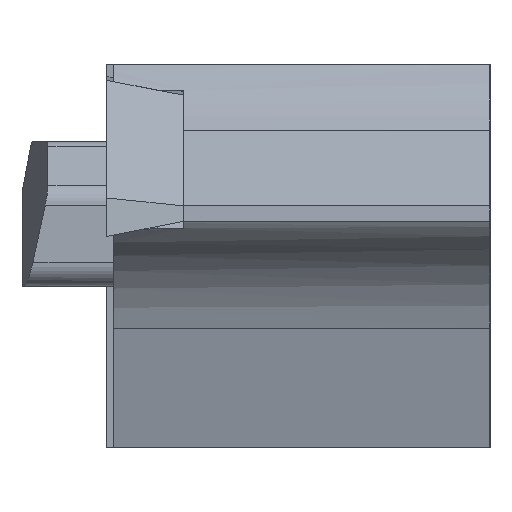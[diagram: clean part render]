
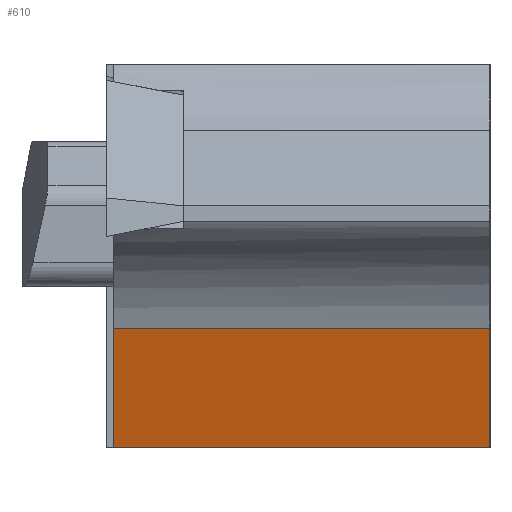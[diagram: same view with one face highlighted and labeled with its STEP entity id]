
A CAD part, left-side view. The second image highlights one B-rep face of the part: STEP entity #610.
In plain terms, the highlighted planar face has unit normal (-0.966, 0, -0.259).
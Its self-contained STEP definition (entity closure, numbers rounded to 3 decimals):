
#26 = PLANE ( 'NONE',  #306 ) ;
#84 = ORIENTED_EDGE ( 'NONE', *, *, #809, .T. ) ;
#92 = LINE ( 'NONE', #1559, #828 ) ;
#141 = DIRECTION ( 'NONE',  ( 0., 1., 0. ) ) ;
#189 = CARTESIAN_POINT ( 'NONE',  ( -111.465, -0.3, -31.75 ) ) ;
#203 = DIRECTION ( 'NONE',  ( 0.259, 0., -0.966 ) ) ;
#268 = CARTESIAN_POINT ( 'NONE',  ( -112.792, -15.875, -26.8 ) ) ;
#306 = AXIS2_PLACEMENT_3D ( 'NONE', #663, #1492, #1126 ) ;
#312 = VECTOR ( 'NONE', #988, 1000. ) ;
#567 = ORIENTED_EDGE ( 'NONE', *, *, #592, .F. ) ;
#592 = EDGE_CURVE ( 'NONE', #1722, #623, #1281, .T. ) ;
#610 = ADVANCED_FACE ( 'NONE', ( #1029 ), #26, .F. ) ;
#623 = VERTEX_POINT ( 'NONE', #189 ) ;
#663 = CARTESIAN_POINT ( 'NONE',  ( -112.792, 158.75, -26.8 ) ) ;
#696 = DIRECTION ( 'NONE',  ( 0., -1., 0. ) ) ;
#759 = EDGE_LOOP ( 'NONE', ( #84, #567, #1024, #1326 ) ) ;
#770 = VECTOR ( 'NONE', #203, 1000. ) ;
#809 = EDGE_CURVE ( 'NONE', #1220, #623, #1519, .T. ) ;
#828 = VECTOR ( 'NONE', #696, 1000. ) ;
#988 = DIRECTION ( 'NONE',  ( -0.259, 0., 0.966 ) ) ;
#1024 = ORIENTED_EDGE ( 'NONE', *, *, #1106, .T. ) ;
#1029 = FACE_OUTER_BOUND ( 'NONE', #759, .T. ) ;
#1033 = CARTESIAN_POINT ( 'NONE',  ( -112.792, -0.3, -26.8 ) ) ;
#1073 = EDGE_CURVE ( 'NONE', #1220, #1347, #92, .T. ) ;
#1106 = EDGE_CURVE ( 'NONE', #1722, #1347, #1373, .T. ) ;
#1126 = DIRECTION ( 'NONE',  ( -0.259, 0., 0.966 ) ) ;
#1134 = CARTESIAN_POINT ( 'NONE',  ( -103.998, -15.875, -59.616 ) ) ;
#1161 = VECTOR ( 'NONE', #141, 1000. ) ;
#1220 = VERTEX_POINT ( 'NONE', #1033 ) ;
#1281 = LINE ( 'NONE', #1502, #1161 ) ;
#1326 = ORIENTED_EDGE ( 'NONE', *, *, #1073, .F. ) ;
#1347 = VERTEX_POINT ( 'NONE', #268 ) ;
#1373 = LINE ( 'NONE', #1134, #312 ) ;
#1421 = CARTESIAN_POINT ( 'NONE',  ( -112.792, -0.3, -26.8 ) ) ;
#1492 = DIRECTION ( 'NONE',  ( 0.966, 0., 0.259 ) ) ;
#1502 = CARTESIAN_POINT ( 'NONE',  ( -111.465, -15.875, -31.75 ) ) ;
#1519 = LINE ( 'NONE', #1421, #770 ) ;
#1559 = CARTESIAN_POINT ( 'NONE',  ( -112.792, 158.75, -26.8 ) ) ;
#1687 = CARTESIAN_POINT ( 'NONE',  ( -111.465, -15.875, -31.75 ) ) ;
#1722 = VERTEX_POINT ( 'NONE', #1687 ) ;
